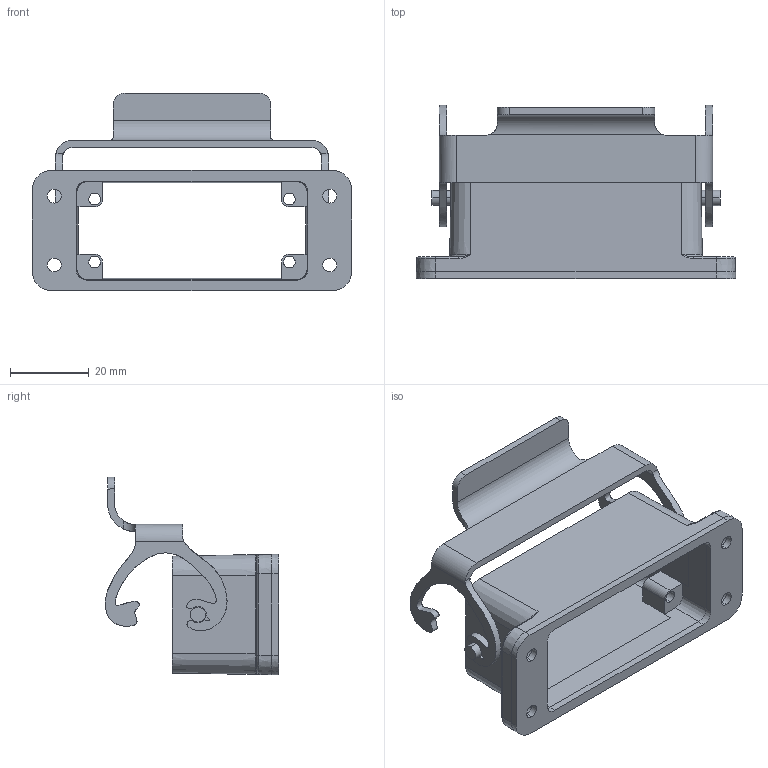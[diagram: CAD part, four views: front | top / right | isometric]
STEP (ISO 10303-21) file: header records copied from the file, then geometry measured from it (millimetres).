
FILE_DESCRIPTION (( 'STEP AP214' ), '1' );
FILE_NAME ('ZP-MC10A-2-SBHM.step', '2015-08-12T18:14:26', ( '' ), ( '' ), 'SwSTEP 2.0', 'SolidWorks 2014', '' );
FILE_SCHEMA (( 'AUTOMOTIVE_DESIGN' ));
Length unit declared in the file: millimetre
Products named in the file (1): ZP-MC10A-2-SBHM
Bounding box: 81.2 x 44.04 x 50.27 mm (x, y, z)
Volume: 19746.8 mm3; surface area: 16909.8 mm2
Topology: 2 solids, 2 shells, 159 faces, 419 edges, 262 vertices
Faces by surface type: plane 58, cylinder 57, cone 24, bspline 12, torus 8
Entity records: 6360 total; most frequent: CARTESIAN_POINT 1441, ORIENTED_EDGE 830, DIRECTION 787, EDGE_CURVE 415, AXIS2_PLACEMENT_3D 280, VERTEX_POINT 262, LINE 227, VECTOR 227
